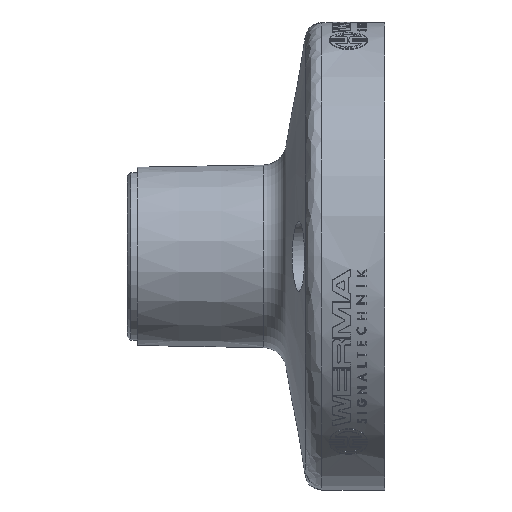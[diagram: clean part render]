
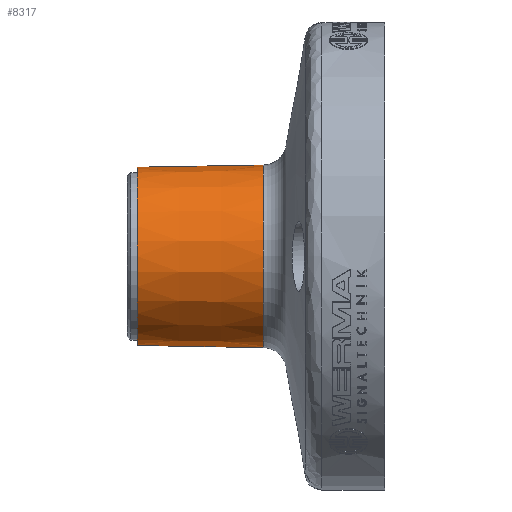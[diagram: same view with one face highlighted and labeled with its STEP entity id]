
A CAD part, front view. The second image highlights one B-rep face of the part: STEP entity #8317.
In plain terms, the highlighted conical face has half-angle 1 degrees and reference radius 13.679 mm.
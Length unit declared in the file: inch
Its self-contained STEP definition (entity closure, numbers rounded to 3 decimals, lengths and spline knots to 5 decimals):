
#819 = CARTESIAN_POINT ( 'NONE',  ( -1.39764, 0., 0. ) ) ;
#1505 = CARTESIAN_POINT ( 'NONE',  ( -0.65493, 0., -0.53855 ) ) ;
#1681 = CARTESIAN_POINT ( 'NONE',  ( -0.65493, 0., 0.53855 ) ) ;
#1814 = DIRECTION ( 'NONE',  ( 1., 0., 0. ) ) ;
#2530 = CARTESIAN_POINT ( 'NONE',  ( -0.65493, 0., 0.53855 ) ) ;
#3506 = AXIS2_PLACEMENT_3D ( 'NONE', #5064, #1814, #38718 ) ;
#4252 = DIRECTION ( 'NONE',  ( 0., 0., -1. ) ) ;
#5064 = CARTESIAN_POINT ( 'NONE',  ( -0.65493, 0., 0. ) ) ;
#5533 = CARTESIAN_POINT ( 'NONE',  ( -0.65493, 0., -0.53855 ) ) ;
#6772 = CARTESIAN_POINT ( 'NONE',  ( -1.39764, 0., -0.52559 ) ) ;
#8317 = ADVANCED_FACE ( 'NONE', ( #33998 ), #10894, .T. ) ;
#9775 = ORIENTED_EDGE ( 'NONE', *, *, #27759, .F. ) ;
#10572 = CARTESIAN_POINT ( 'NONE',  ( -0.65493, 0., 0. ) ) ;
#10894 = CONICAL_SURFACE ( 'NONE', #3506, 0.53855, 0.017 ) ;
#11197 = AXIS2_PLACEMENT_3D ( 'NONE', #10572, #34021, #13932 ) ;
#12403 = ORIENTED_EDGE ( 'NONE', *, *, #27892, .T. ) ;
#13145 = CARTESIAN_POINT ( 'NONE',  ( -1.39764, 0., 0.52559 ) ) ;
#13446 = VECTOR ( 'NONE', #25758, 39.37008 ) ;
#13932 = DIRECTION ( 'NONE',  ( 0., 0., -1. ) ) ;
#14880 = ORIENTED_EDGE ( 'NONE', *, *, #26449, .T. ) ;
#17628 = ORIENTED_EDGE ( 'NONE', *, *, #18084, .F. ) ;
#18084 = EDGE_CURVE ( 'NONE', #24893, #31209, #39163, .T. ) ;
#18146 = VERTEX_POINT ( 'NONE', #6772 ) ;
#22988 = CIRCLE ( 'NONE', #11197, 0.53855 ) ;
#24206 = DIRECTION ( 'NONE',  ( 1., 0., 0. ) ) ;
#24893 = VERTEX_POINT ( 'NONE', #13145 ) ;
#25758 = DIRECTION ( 'NONE',  ( 1., 0., 0.017 ) ) ;
#26449 = EDGE_CURVE ( 'NONE', #24893, #18146, #33521, .T. ) ;
#27162 = VECTOR ( 'NONE', #28291, 39.37008 ) ;
#27759 = EDGE_CURVE ( 'NONE', #31209, #32768, #22988, .T. ) ;
#27892 = EDGE_CURVE ( 'NONE', #18146, #32768, #36116, .T. ) ;
#28291 = DIRECTION ( 'NONE',  ( 1., 0., -0.017 ) ) ;
#31209 = VERTEX_POINT ( 'NONE', #1681 ) ;
#32413 = AXIS2_PLACEMENT_3D ( 'NONE', #819, #24206, #4252 ) ;
#32768 = VERTEX_POINT ( 'NONE', #5533 ) ;
#33521 = CIRCLE ( 'NONE', #32413, 0.52559 ) ;
#33998 = FACE_OUTER_BOUND ( 'NONE', #39556, .T. ) ;
#34021 = DIRECTION ( 'NONE',  ( 1., 0., 0. ) ) ;
#36116 = LINE ( 'NONE', #1505, #27162 ) ;
#38718 = DIRECTION ( 'NONE',  ( 0., 0., -1. ) ) ;
#39163 = LINE ( 'NONE', #2530, #13446 ) ;
#39556 = EDGE_LOOP ( 'NONE', ( #17628, #14880, #12403, #9775 ) ) ;
